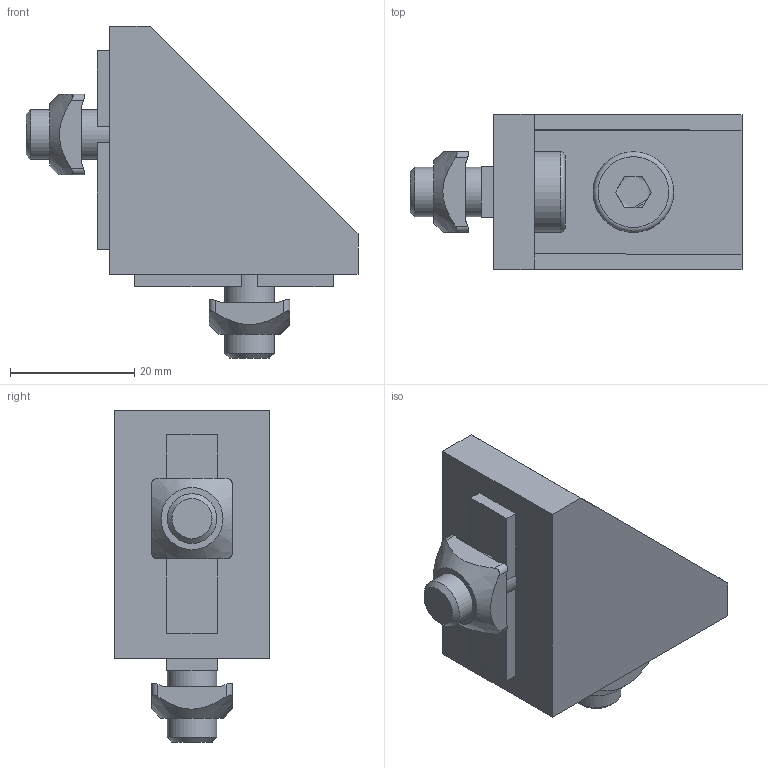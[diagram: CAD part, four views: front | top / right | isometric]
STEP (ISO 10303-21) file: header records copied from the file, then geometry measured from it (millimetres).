
FILE_DESCRIPTION(/* description */ ('unbeschichtet'),/* implementation_level */ '2;1');
FILE_NAME(/* name */ '211134-6.step',/* time_stamp */ '2021-08-26T14:38:29+02:00',/* author */ ('MuellerJ'),/* organization */ (''),/* preprocessor_version */ 'ST-DEVELOPER v18.1',/* originating_system */ 'Autodesk Inventor 2021',/* authorisation */ '');
FILE_SCHEMA (('AUTOMOTIVE_DESIGN { 1 0 10303 214 3 1 1 }'));
Length unit declared in the file: millimetre
Products named in the file (4): leer; 21-1134-1FZ.002; leer_1; 21-1390-0FZ.001
Assembly tree (5 placements, depth 2):
  leer
    21-1134-1FZ.002
    leer_1  x2
    21-1390-0FZ.001  x2
Bounding box: 53.5 x 25 x 53.5 mm (x, y, z)
Volume: 19076.9 mm3; surface area: 10756.9 mm2
Topology: 5 solids, 5 shells, 100 faces, 260 edges, 172 vertices
Faces by surface type: plane 66, cylinder 24, cone 6, torus 4
Full cylindrical faces by diameter (mm): 6.647 x2, 8 x2, 8.6 x2, 13 x2
Entity records: 2246 total; most frequent: CARTESIAN_POINT 465, DIRECTION 340, ORIENTED_EDGE 338, EDGE_CURVE 169, LINE 114, VECTOR 114, AXIS2_PLACEMENT_3D 113, VERTEX_POINT 112
